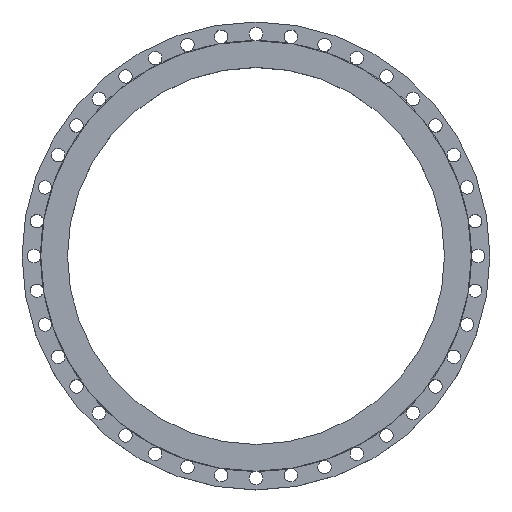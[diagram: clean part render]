
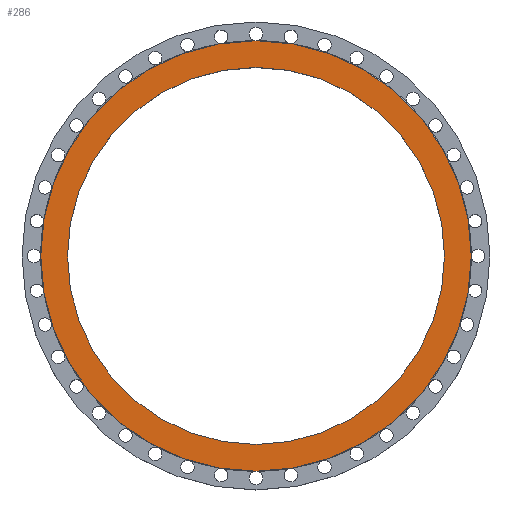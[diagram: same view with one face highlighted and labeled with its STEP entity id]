
A CAD part, top view. The second image highlights one B-rep face of the part: STEP entity #286.
In plain terms, the highlighted planar face has unit normal (0, 0, 1).
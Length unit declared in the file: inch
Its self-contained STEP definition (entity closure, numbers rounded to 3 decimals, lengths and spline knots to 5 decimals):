
#43 = EDGE_CURVE ( 'NONE', #2678, #248, #1927, .T. ) ;
#153 = EDGE_CURVE ( 'NONE', #248, #2678, #3998, .T. ) ;
#248 = VERTEX_POINT ( 'NONE', #3220 ) ;
#259 = EDGE_LOOP ( 'NONE', ( #1045, #2329 ) ) ;
#286 = ADVANCED_FACE ( 'NONE', ( #2960, #733 ), #1690, .F. ) ;
#316 = DIRECTION ( 'NONE',  ( 0., 0., 1. ) ) ;
#475 = AXIS2_PLACEMENT_3D ( 'NONE', #863, #560, #1000 ) ;
#560 = DIRECTION ( 'NONE',  ( 0., 0., 1. ) ) ;
#733 = FACE_OUTER_BOUND ( 'NONE', #2593, .T. ) ;
#863 = CARTESIAN_POINT ( 'NONE',  ( 0., 0., 0. ) ) ;
#1000 = DIRECTION ( 'NONE',  ( 1., 0., 0. ) ) ;
#1045 = ORIENTED_EDGE ( 'NONE', *, *, #2632, .F. ) ;
#1233 = DIRECTION ( 'NONE',  ( 0., 0., 1. ) ) ;
#1258 = CARTESIAN_POINT ( 'NONE',  ( 0., 0., 0. ) ) ;
#1342 = AXIS2_PLACEMENT_3D ( 'NONE', #4105, #1233, #3783 ) ;
#1531 = DIRECTION ( 'NONE',  ( 1., 0., 0. ) ) ;
#1688 = VERTEX_POINT ( 'NONE', #2694 ) ;
#1690 = PLANE ( 'NONE',  #3318 ) ;
#1703 = DIRECTION ( 'NONE',  ( -1., 0., 0. ) ) ;
#1849 = DIRECTION ( 'NONE',  ( 1., 0., 0. ) ) ;
#1863 = ORIENTED_EDGE ( 'NONE', *, *, #43, .T. ) ;
#1882 = CIRCLE ( 'NONE', #475, 17.625 ) ;
#1927 = CIRCLE ( 'NONE', #2130, 20.125 ) ;
#1957 = ORIENTED_EDGE ( 'NONE', *, *, #153, .T. ) ;
#2130 = AXIS2_PLACEMENT_3D ( 'NONE', #1258, #316, #1849 ) ;
#2136 = VERTEX_POINT ( 'NONE', #3679 ) ;
#2166 = DIRECTION ( 'NONE',  ( 0., 0., 1. ) ) ;
#2296 = DIRECTION ( 'NONE',  ( 0., 0., -1. ) ) ;
#2323 = EDGE_CURVE ( 'NONE', #1688, #2136, #1882, .T. ) ;
#2329 = ORIENTED_EDGE ( 'NONE', *, *, #2323, .F. ) ;
#2479 = CIRCLE ( 'NONE', #1342, 17.625 ) ;
#2593 = EDGE_LOOP ( 'NONE', ( #1863, #1957 ) ) ;
#2632 = EDGE_CURVE ( 'NONE', #2136, #1688, #2479, .T. ) ;
#2678 = VERTEX_POINT ( 'NONE', #4078 ) ;
#2694 = CARTESIAN_POINT ( 'NONE',  ( -17.625, 0., 0. ) ) ;
#2798 = AXIS2_PLACEMENT_3D ( 'NONE', #3776, #2166, #1531 ) ;
#2960 = FACE_BOUND ( 'NONE', #259, .T. ) ;
#3220 = CARTESIAN_POINT ( 'NONE',  ( -20.125, 0., 0. ) ) ;
#3318 = AXIS2_PLACEMENT_3D ( 'NONE', #3613, #2296, #1703 ) ;
#3613 = CARTESIAN_POINT ( 'NONE',  ( 0., 17.625, 0. ) ) ;
#3679 = CARTESIAN_POINT ( 'NONE',  ( 17.625, 0., 0. ) ) ;
#3776 = CARTESIAN_POINT ( 'NONE',  ( 0., 0., 0. ) ) ;
#3783 = DIRECTION ( 'NONE',  ( 1., 0., 0. ) ) ;
#3998 = CIRCLE ( 'NONE', #2798, 20.125 ) ;
#4078 = CARTESIAN_POINT ( 'NONE',  ( 20.125, 0., 0. ) ) ;
#4105 = CARTESIAN_POINT ( 'NONE',  ( 0., 0., 0. ) ) ;
